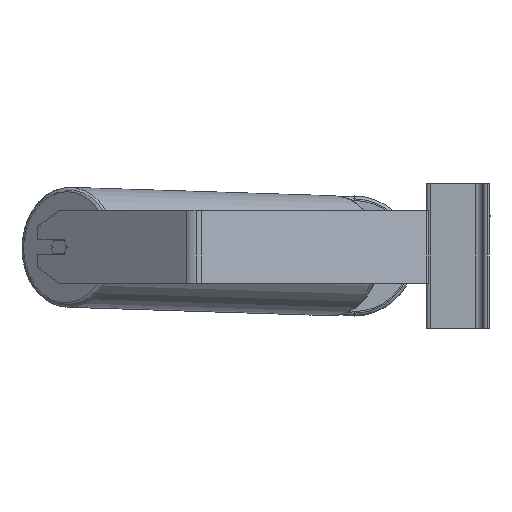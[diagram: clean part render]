
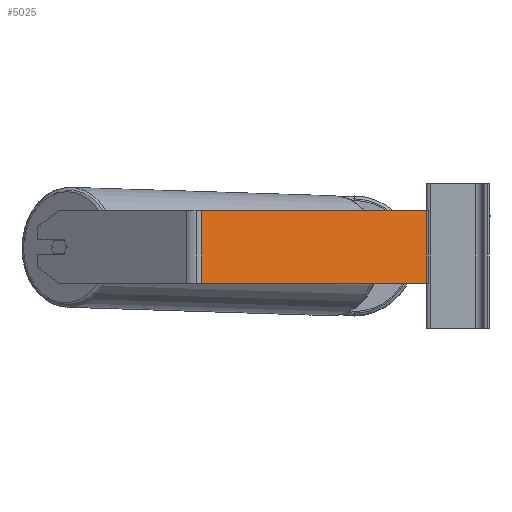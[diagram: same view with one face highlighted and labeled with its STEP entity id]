
A CAD part, left-side view. The second image highlights one B-rep face of the part: STEP entity #5025.
In plain terms, the highlighted planar face has unit normal (-0.94, -0.342, 0).
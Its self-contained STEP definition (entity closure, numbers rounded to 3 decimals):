
#368 = DIRECTION ( 'NONE',  ( 0.94, 0.342, 0. ) ) ;
#560 = VECTOR ( 'NONE', #3361, 1000. ) ;
#989 = DIRECTION ( 'NONE',  ( 0.342, -0.94, 0. ) ) ;
#996 = LINE ( 'NONE', #7885, #560 ) ;
#1049 = LINE ( 'NONE', #9570, #7020 ) ;
#1275 = EDGE_LOOP ( 'NONE', ( #9647, #7300, #6031, #9166 ) ) ;
#1919 = EDGE_CURVE ( 'NONE', #10580, #1946, #1049, .T. ) ;
#1946 = VERTEX_POINT ( 'NONE', #8784 ) ;
#2028 = FACE_OUTER_BOUND ( 'NONE', #1275, .T. ) ;
#2083 = VERTEX_POINT ( 'NONE', #9729 ) ;
#2358 = DIRECTION ( 'NONE',  ( 0.342, -0.94, 0. ) ) ;
#2482 = LINE ( 'NONE', #6805, #2929 ) ;
#2929 = VECTOR ( 'NONE', #10179, 1000. ) ;
#3361 = DIRECTION ( 'NONE',  ( 0., 0., -1. ) ) ;
#3690 = CARTESIAN_POINT ( 'NONE',  ( -779.079, 267.51, -30. ) ) ;
#3853 = DIRECTION ( 'NONE',  ( -0.342, 0.94, 0. ) ) ;
#4099 = VECTOR ( 'NONE', #2358, 1000. ) ;
#5025 = ADVANCED_FACE ( 'NONE', ( #2028 ), #9004, .F. ) ;
#6031 = ORIENTED_EDGE ( 'NONE', *, *, #8689, .F. ) ;
#6522 = VERTEX_POINT ( 'NONE', #6946 ) ;
#6684 = LINE ( 'NONE', #10120, #4099 ) ;
#6805 = CARTESIAN_POINT ( 'NONE',  ( -779.079, 267.51, 50. ) ) ;
#6946 = CARTESIAN_POINT ( 'NONE',  ( -779.079, 267.51, 50. ) ) ;
#7020 = VECTOR ( 'NONE', #989, 1000. ) ;
#7300 = ORIENTED_EDGE ( 'NONE', *, *, #9589, .F. ) ;
#7885 = CARTESIAN_POINT ( 'NONE',  ( -687.518, 15.948, 50. ) ) ;
#8689 = EDGE_CURVE ( 'NONE', #6522, #2083, #6684, .T. ) ;
#8784 = CARTESIAN_POINT ( 'NONE',  ( -687.518, 15.948, -30. ) ) ;
#9004 = PLANE ( 'NONE',  #11019 ) ;
#9166 = ORIENTED_EDGE ( 'NONE', *, *, #9869, .T. ) ;
#9570 = CARTESIAN_POINT ( 'NONE',  ( -782.238, 276.191, -30. ) ) ;
#9589 = EDGE_CURVE ( 'NONE', #2083, #1946, #996, .T. ) ;
#9647 = ORIENTED_EDGE ( 'NONE', *, *, #1919, .T. ) ;
#9729 = CARTESIAN_POINT ( 'NONE',  ( -687.518, 15.948, 50. ) ) ;
#9869 = EDGE_CURVE ( 'NONE', #6522, #10580, #2482, .T. ) ;
#10120 = CARTESIAN_POINT ( 'NONE',  ( -782.238, 276.191, 50. ) ) ;
#10179 = DIRECTION ( 'NONE',  ( 0., 0., -1. ) ) ;
#10580 = VERTEX_POINT ( 'NONE', #3690 ) ;
#10696 = CARTESIAN_POINT ( 'NONE',  ( -782.238, 276.191, 50. ) ) ;
#11019 = AXIS2_PLACEMENT_3D ( 'NONE', #10696, #368, #3853 ) ;
